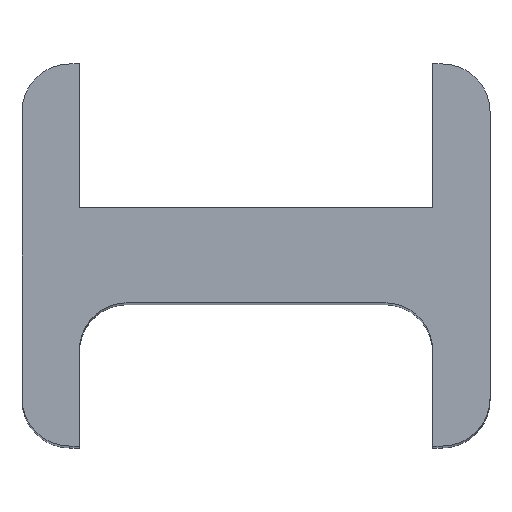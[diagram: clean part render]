
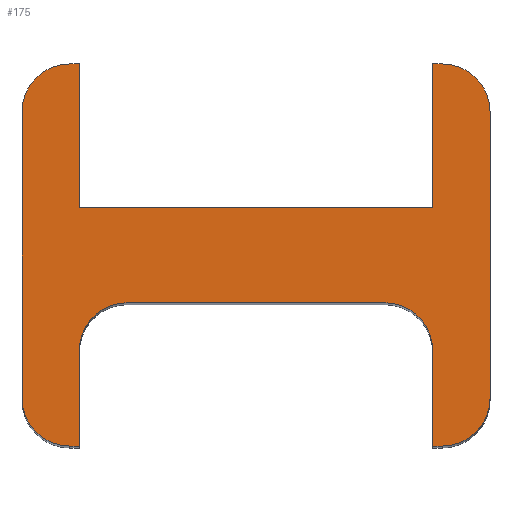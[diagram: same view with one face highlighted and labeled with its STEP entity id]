
A CAD part, top view. The second image highlights one B-rep face of the part: STEP entity #175.
In plain terms, the highlighted planar face has unit normal (0, 0, 1).
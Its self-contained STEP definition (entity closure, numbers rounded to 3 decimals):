
#3 = ORIENTED_EDGE ( 'NONE', *, *, #143, .F. ) ;
#5 = ORIENTED_EDGE ( 'NONE', *, *, #201, .F. ) ;
#6 = EDGE_CURVE ( 'NONE', #107, #202, #497, .T. ) ;
#7 = ORIENTED_EDGE ( 'NONE', *, *, #189, .F. ) ;
#8 = ORIENTED_EDGE ( 'NONE', *, *, #19, .T. ) ;
#9 = ORIENTED_EDGE ( 'NONE', *, *, #86, .F. ) ;
#17 = ORIENTED_EDGE ( 'NONE', *, *, #18, .T. ) ;
#18 = EDGE_CURVE ( 'NONE', #108, #178, #501, .T. ) ;
#19 = EDGE_CURVE ( 'NONE', #132, #123, #483, .T. ) ;
#20 = ORIENTED_EDGE ( 'NONE', *, *, #65, .F. ) ;
#21 = ORIENTED_EDGE ( 'NONE', *, *, #98, .F. ) ;
#22 = ORIENTED_EDGE ( 'NONE', *, *, #168, .F. ) ;
#23 = ORIENTED_EDGE ( 'NONE', *, *, #122, .F. ) ;
#24 = ORIENTED_EDGE ( 'NONE', *, *, #26, .T. ) ;
#25 = ORIENTED_EDGE ( 'NONE', *, *, #74, .F. ) ;
#26 = EDGE_CURVE ( 'NONE', #121, #136, #288, .T. ) ;
#27 = ORIENTED_EDGE ( 'NONE', *, *, #185, .F. ) ;
#65 = EDGE_CURVE ( 'NONE', #161, #170, #316, .T. ) ;
#74 = EDGE_CURVE ( 'NONE', #132, #136, #306, .T. ) ;
#77 = EDGE_LOOP ( 'NONE', ( #7, #17, #22, #20, #3, #27, #23, #24, #25, #8, #9, #380, #377, #21, #378, #382, #5, #385 ) ) ;
#83 = VERTEX_POINT ( 'NONE', #272 ) ;
#86 = EDGE_CURVE ( 'NONE', #87, #123, #290, .T. ) ;
#87 = VERTEX_POINT ( 'NONE', #303 ) ;
#98 = EDGE_CURVE ( 'NONE', #232, #237, #391, .T. ) ;
#104 = VERTEX_POINT ( 'NONE', #334 ) ;
#107 = VERTEX_POINT ( 'NONE', #328 ) ;
#108 = VERTEX_POINT ( 'NONE', #335 ) ;
#109 = VERTEX_POINT ( 'NONE', #324 ) ;
#121 = VERTEX_POINT ( 'NONE', #443 ) ;
#122 = EDGE_CURVE ( 'NONE', #121, #142, #437, .T. ) ;
#123 = VERTEX_POINT ( 'NONE', #438 ) ;
#132 = VERTEX_POINT ( 'NONE', #514 ) ;
#136 = VERTEX_POINT ( 'NONE', #521 ) ;
#141 = VERTEX_POINT ( 'NONE', #515 ) ;
#142 = VERTEX_POINT ( 'NONE', #642 ) ;
#143 = EDGE_CURVE ( 'NONE', #141, #161, #540, .T. ) ;
#161 = VERTEX_POINT ( 'NONE', #507 ) ;
#168 = EDGE_CURVE ( 'NONE', #170, #178, #571, .T. ) ;
#170 = VERTEX_POINT ( 'NONE', #578 ) ;
#171 = EDGE_CURVE ( 'NONE', #83, #87, #562, .T. ) ;
#175 = ADVANCED_FACE ( 'NONE', ( #584 ), #568, .T. ) ;
#178 = VERTEX_POINT ( 'NONE', #556 ) ;
#185 = EDGE_CURVE ( 'NONE', #142, #141, #671, .T. ) ;
#189 = EDGE_CURVE ( 'NONE', #108, #202, #586, .T. ) ;
#201 = EDGE_CURVE ( 'NONE', #107, #109, #625, .T. ) ;
#202 = VERTEX_POINT ( 'NONE', #649 ) ;
#226 = EDGE_CURVE ( 'NONE', #109, #104, #683, .T. ) ;
#232 = VERTEX_POINT ( 'NONE', #704 ) ;
#237 = VERTEX_POINT ( 'NONE', #682 ) ;
#272 = CARTESIAN_POINT ( 'NONE',  ( -9.25, -2.5, 30. ) ) ;
#280 = DIRECTION ( 'NONE',  ( 1., 0., 0. ) ) ;
#281 = DIRECTION ( 'NONE',  ( 0., 0., 1. ) ) ;
#282 = CARTESIAN_POINT ( 'NONE',  ( -9.75, 10., 30. ) ) ;
#283 = AXIS2_PLACEMENT_3D ( 'NONE', #282, #281, #280 ) ;
#285 = DIRECTION ( 'NONE',  ( 1., 0., 0. ) ) ;
#286 = DIRECTION ( 'NONE',  ( 0., 0., 1. ) ) ;
#288 = CIRCLE ( 'NONE', #283, 2.5 ) ;
#289 = CARTESIAN_POINT ( 'NONE',  ( 0., -7.5, 30. ) ) ;
#290 = LINE ( 'NONE', #289, #418 ) ;
#303 = CARTESIAN_POINT ( 'NONE',  ( -9.25, -7.5, 30. ) ) ;
#304 = DIRECTION ( 'NONE',  ( 0., 1., 0. ) ) ;
#305 = VECTOR ( 'NONE', #304, 1000. ) ;
#306 = LINE ( 'NONE', #312, #305 ) ;
#312 = CARTESIAN_POINT ( 'NONE',  ( -12.25, -22.241, 30. ) ) ;
#313 = DIRECTION ( 'NONE',  ( 0., 1., 0. ) ) ;
#314 = VECTOR ( 'NONE', #313, 1000. ) ;
#315 = CARTESIAN_POINT ( 'NONE',  ( 9.25, -22.241, 30. ) ) ;
#316 = LINE ( 'NONE', #315, #314 ) ;
#324 = CARTESIAN_POINT ( 'NONE',  ( 9.25, -7.5, 30. ) ) ;
#328 = CARTESIAN_POINT ( 'NONE',  ( 9.75, -7.5, 30. ) ) ;
#334 = CARTESIAN_POINT ( 'NONE',  ( 9.25, -2.5, 30. ) ) ;
#335 = CARTESIAN_POINT ( 'NONE',  ( 12.25, 10., 30. ) ) ;
#348 = DIRECTION ( 'NONE',  ( -1., 0., 0. ) ) ;
#349 = VECTOR ( 'NONE', #348, 1000. ) ;
#350 = CARTESIAN_POINT ( 'NONE',  ( 0., 0., 30. ) ) ;
#365 = AXIS2_PLACEMENT_3D ( 'NONE', #482, #478, #477 ) ;
#376 = EDGE_CURVE ( 'NONE', #232, #104, #426, .T. ) ;
#377 = ORIENTED_EDGE ( 'NONE', *, *, #379, .T. ) ;
#378 = ORIENTED_EDGE ( 'NONE', *, *, #376, .T. ) ;
#379 = EDGE_CURVE ( 'NONE', #83, #237, #774, .T. ) ;
#380 = ORIENTED_EDGE ( 'NONE', *, *, #171, .F. ) ;
#382 = ORIENTED_EDGE ( 'NONE', *, *, #226, .F. ) ;
#385 = ORIENTED_EDGE ( 'NONE', *, *, #6, .T. ) ;
#391 = LINE ( 'NONE', #350, #349 ) ;
#417 = DIRECTION ( 'NONE',  ( -1., 0., 0. ) ) ;
#418 = VECTOR ( 'NONE', #417, 1000. ) ;
#419 = DIRECTION ( 'NONE',  ( 1., 0., 0. ) ) ;
#420 = DIRECTION ( 'NONE',  ( 0., 0., -1. ) ) ;
#421 = CARTESIAN_POINT ( 'NONE',  ( 6.75, -2.5, 30. ) ) ;
#426 = CIRCLE ( 'NONE', #444, 2.5 ) ;
#427 = DIRECTION ( 'NONE',  ( 1., 0., 0. ) ) ;
#428 = VECTOR ( 'NONE', #427, 1000. ) ;
#429 = CARTESIAN_POINT ( 'NONE',  ( 0., 12.5, 30. ) ) ;
#437 = LINE ( 'NONE', #429, #428 ) ;
#438 = CARTESIAN_POINT ( 'NONE',  ( -9.75, -7.5, 30. ) ) ;
#443 = CARTESIAN_POINT ( 'NONE',  ( -9.75, 12.5, 30. ) ) ;
#444 = AXIS2_PLACEMENT_3D ( 'NONE', #421, #420, #419 ) ;
#477 = DIRECTION ( 'NONE',  ( 1., 0., 0. ) ) ;
#478 = DIRECTION ( 'NONE',  ( 0., 0., 1. ) ) ;
#479 = CARTESIAN_POINT ( 'NONE',  ( -9.75, -5., 30. ) ) ;
#481 = AXIS2_PLACEMENT_3D ( 'NONE', #479, #286, #285 ) ;
#482 = CARTESIAN_POINT ( 'NONE',  ( 9.75, 10., 30. ) ) ;
#483 = CIRCLE ( 'NONE', #481, 2.5 ) ;
#494 = DIRECTION ( 'NONE',  ( 1., 0., 0. ) ) ;
#495 = DIRECTION ( 'NONE',  ( 0., 0., 1. ) ) ;
#496 = AXIS2_PLACEMENT_3D ( 'NONE', #500, #495, #494 ) ;
#497 = CIRCLE ( 'NONE', #496, 2.5 ) ;
#500 = CARTESIAN_POINT ( 'NONE',  ( 9.75, -5., 30. ) ) ;
#501 = CIRCLE ( 'NONE', #365, 2.5 ) ;
#507 = CARTESIAN_POINT ( 'NONE',  ( 9.25, 5., 30. ) ) ;
#514 = CARTESIAN_POINT ( 'NONE',  ( -12.25, -5., 30. ) ) ;
#515 = CARTESIAN_POINT ( 'NONE',  ( -9.25, 5., 30. ) ) ;
#521 = CARTESIAN_POINT ( 'NONE',  ( -12.25, 10., 30. ) ) ;
#537 = DIRECTION ( 'NONE',  ( 1., 0., 0. ) ) ;
#538 = VECTOR ( 'NONE', #537, 1000. ) ;
#539 = CARTESIAN_POINT ( 'NONE',  ( 0., 5., 30. ) ) ;
#540 = LINE ( 'NONE', #539, #538 ) ;
#544 = DIRECTION ( 'NONE',  ( 0., 1., 0. ) ) ;
#545 = CARTESIAN_POINT ( 'NONE',  ( 9.25, -22.241, 30. ) ) ;
#554 = AXIS2_PLACEMENT_3D ( 'NONE', #572, #635, #634 ) ;
#556 = CARTESIAN_POINT ( 'NONE',  ( 9.75, 12.5, 30. ) ) ;
#557 = DIRECTION ( 'NONE',  ( 0., -1., 0. ) ) ;
#558 = VECTOR ( 'NONE', #557, 1000. ) ;
#559 = DIRECTION ( 'NONE',  ( 0., -1., 0. ) ) ;
#560 = VECTOR ( 'NONE', #559, 1000. ) ;
#561 = CARTESIAN_POINT ( 'NONE',  ( -9.25, -22.241, 30. ) ) ;
#562 = LINE ( 'NONE', #561, #560 ) ;
#563 = DIRECTION ( 'NONE',  ( 1., 0., 0. ) ) ;
#564 = VECTOR ( 'NONE', #563, 1000. ) ;
#565 = CARTESIAN_POINT ( 'NONE',  ( 0., 12.5, 30. ) ) ;
#567 = CARTESIAN_POINT ( 'NONE',  ( -9.25, -22.241, 30. ) ) ;
#568 = PLANE ( 'NONE',  #554 ) ;
#571 = LINE ( 'NONE', #565, #564 ) ;
#572 = CARTESIAN_POINT ( 'NONE',  ( 0., -22.241, 30. ) ) ;
#578 = CARTESIAN_POINT ( 'NONE',  ( 9.25, 12.5, 30. ) ) ;
#584 = FACE_OUTER_BOUND ( 'NONE', #77, .T. ) ;
#586 = LINE ( 'NONE', #667, #666 ) ;
#622 = DIRECTION ( 'NONE',  ( -1., 0., 0. ) ) ;
#623 = VECTOR ( 'NONE', #622, 1000. ) ;
#624 = CARTESIAN_POINT ( 'NONE',  ( 0., -7.5, 30. ) ) ;
#625 = LINE ( 'NONE', #624, #623 ) ;
#634 = DIRECTION ( 'NONE',  ( 1., 0., 0. ) ) ;
#635 = DIRECTION ( 'NONE',  ( 0., 0., 1. ) ) ;
#642 = CARTESIAN_POINT ( 'NONE',  ( -9.25, 12.5, 30. ) ) ;
#649 = CARTESIAN_POINT ( 'NONE',  ( 12.25, -5., 30. ) ) ;
#665 = DIRECTION ( 'NONE',  ( 0., -1., 0. ) ) ;
#666 = VECTOR ( 'NONE', #665, 1000. ) ;
#667 = CARTESIAN_POINT ( 'NONE',  ( 12.25, -22.241, 30. ) ) ;
#671 = LINE ( 'NONE', #567, #558 ) ;
#677 = VECTOR ( 'NONE', #544, 1000. ) ;
#682 = CARTESIAN_POINT ( 'NONE',  ( -6.75, 0., 30. ) ) ;
#683 = LINE ( 'NONE', #545, #677 ) ;
#704 = CARTESIAN_POINT ( 'NONE',  ( 6.75, 0., 30. ) ) ;
#773 = DIRECTION ( 'NONE',  ( 1., 0., 0. ) ) ;
#774 = CIRCLE ( 'NONE', #834, 2.5 ) ;
#777 = DIRECTION ( 'NONE',  ( 0., 0., -1. ) ) ;
#832 = CARTESIAN_POINT ( 'NONE',  ( -6.75, -2.5, 30. ) ) ;
#834 = AXIS2_PLACEMENT_3D ( 'NONE', #832, #777, #773 ) ;
